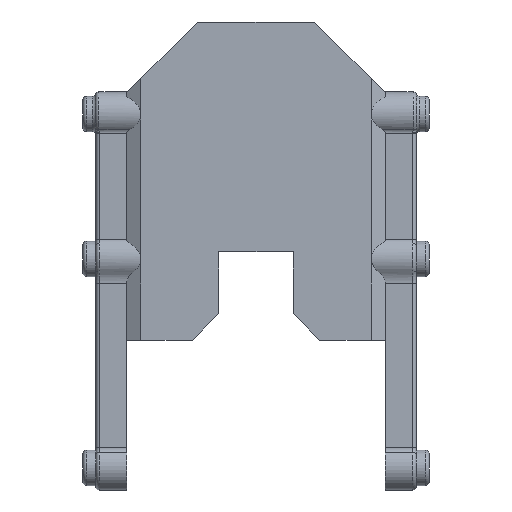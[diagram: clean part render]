
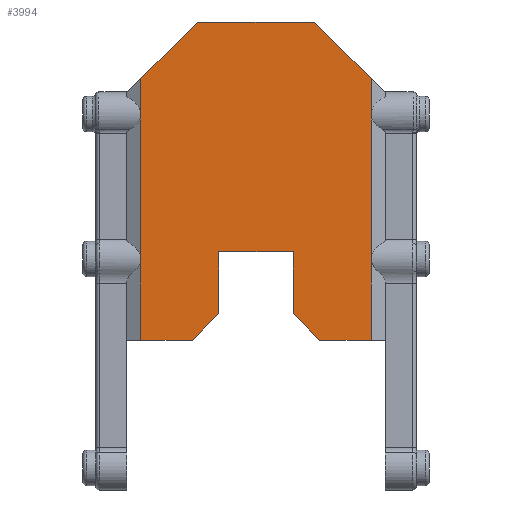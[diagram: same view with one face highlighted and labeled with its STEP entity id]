
A CAD part, front view. The second image highlights one B-rep face of the part: STEP entity #3994.
In plain terms, the highlighted planar face has unit normal (0, -1, 0).
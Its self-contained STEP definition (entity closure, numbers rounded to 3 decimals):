
#161=PLANE('',#4299);
#388=FACE_OUTER_BOUND('',#642,.T.);
#642=EDGE_LOOP('',(#2842,#2843,#2844,#2845,#2846,#2847,#2848,#2849,#2850,
#2851,#2852,#2853,#2854,#2855,#2856,#2857));
#1190=LINE('',#6941,#1448);
#1194=LINE('',#6949,#1452);
#1200=LINE('',#6961,#1458);
#1201=LINE('',#6963,#1459);
#1202=LINE('',#6965,#1460);
#1203=LINE('',#6967,#1461);
#1204=LINE('',#6969,#1462);
#1205=LINE('',#6971,#1463);
#1206=LINE('',#6973,#1464);
#1207=LINE('',#6975,#1465);
#1208=LINE('',#6977,#1466);
#1209=LINE('',#6979,#1467);
#1210=LINE('',#6981,#1468);
#1211=LINE('',#6983,#1469);
#1212=LINE('',#6985,#1470);
#1213=LINE('',#6986,#1471);
#1448=VECTOR('',#4872,10.);
#1452=VECTOR('',#4878,10.);
#1458=VECTOR('',#4886,10.);
#1459=VECTOR('',#4887,10.);
#1460=VECTOR('',#4888,10.);
#1461=VECTOR('',#4889,10.);
#1462=VECTOR('',#4890,10.);
#1463=VECTOR('',#4891,10.);
#1464=VECTOR('',#4892,10.);
#1465=VECTOR('',#4893,10.);
#1466=VECTOR('',#4894,10.);
#1467=VECTOR('',#4895,10.);
#1468=VECTOR('',#4896,10.);
#1469=VECTOR('',#4897,10.);
#1470=VECTOR('',#4898,10.);
#1471=VECTOR('',#4899,10.);
#1739=VERTEX_POINT('',#6939);
#1740=VERTEX_POINT('',#6940);
#1743=VERTEX_POINT('',#6948);
#1748=VERTEX_POINT('',#6960);
#1749=VERTEX_POINT('',#6962);
#1750=VERTEX_POINT('',#6964);
#1751=VERTEX_POINT('',#6966);
#1752=VERTEX_POINT('',#6968);
#1753=VERTEX_POINT('',#6970);
#1754=VERTEX_POINT('',#6972);
#1755=VERTEX_POINT('',#6974);
#1756=VERTEX_POINT('',#6976);
#1757=VERTEX_POINT('',#6978);
#1758=VERTEX_POINT('',#6980);
#1759=VERTEX_POINT('',#6982);
#1760=VERTEX_POINT('',#6984);
#2144=EDGE_CURVE('',#1739,#1740,#1190,.T.);
#2148=EDGE_CURVE('',#1743,#1740,#1194,.T.);
#2154=EDGE_CURVE('',#1739,#1748,#1200,.T.);
#2155=EDGE_CURVE('',#1748,#1749,#1201,.T.);
#2156=EDGE_CURVE('',#1749,#1750,#1202,.T.);
#2157=EDGE_CURVE('',#1751,#1750,#1203,.T.);
#2158=EDGE_CURVE('',#1751,#1752,#1204,.T.);
#2159=EDGE_CURVE('',#1752,#1753,#1205,.T.);
#2160=EDGE_CURVE('',#1753,#1754,#1206,.T.);
#2161=EDGE_CURVE('',#1754,#1755,#1207,.T.);
#2162=EDGE_CURVE('',#1756,#1755,#1208,.T.);
#2163=EDGE_CURVE('',#1756,#1757,#1209,.T.);
#2164=EDGE_CURVE('',#1758,#1757,#1210,.T.);
#2165=EDGE_CURVE('',#1758,#1759,#1211,.T.);
#2166=EDGE_CURVE('',#1759,#1760,#1212,.T.);
#2167=EDGE_CURVE('',#1760,#1743,#1213,.T.);
#2842=ORIENTED_EDGE('',*,*,#2144,.F.);
#2843=ORIENTED_EDGE('',*,*,#2154,.T.);
#2844=ORIENTED_EDGE('',*,*,#2155,.T.);
#2845=ORIENTED_EDGE('',*,*,#2156,.T.);
#2846=ORIENTED_EDGE('',*,*,#2157,.F.);
#2847=ORIENTED_EDGE('',*,*,#2158,.T.);
#2848=ORIENTED_EDGE('',*,*,#2159,.T.);
#2849=ORIENTED_EDGE('',*,*,#2160,.T.);
#2850=ORIENTED_EDGE('',*,*,#2161,.T.);
#2851=ORIENTED_EDGE('',*,*,#2162,.F.);
#2852=ORIENTED_EDGE('',*,*,#2163,.T.);
#2853=ORIENTED_EDGE('',*,*,#2164,.F.);
#2854=ORIENTED_EDGE('',*,*,#2165,.T.);
#2855=ORIENTED_EDGE('',*,*,#2166,.T.);
#2856=ORIENTED_EDGE('',*,*,#2167,.T.);
#2857=ORIENTED_EDGE('',*,*,#2148,.T.);
#3994=ADVANCED_FACE('',(#388),#161,.F.);
#4299=AXIS2_PLACEMENT_3D('',#6959,#4884,#4885);
#4872=DIRECTION('',(-0.707,0.,-0.707));
#4878=DIRECTION('',(1.,0.,0.));
#4884=DIRECTION('center_axis',(0.,1.,0.));
#4885=DIRECTION('ref_axis',(1.,0.,0.));
#4886=DIRECTION('',(0.,0.,1.));
#4887=DIRECTION('',(1.,0.,0.));
#4888=DIRECTION('',(0.,0.,-1.));
#4889=DIRECTION('',(-0.707,0.,0.707));
#4890=DIRECTION('',(1.,0.,0.));
#4891=DIRECTION('',(0.,0.,1.));
#4892=DIRECTION('',(0.,0.,1.));
#4893=DIRECTION('',(0.,0.,1.));
#4894=DIRECTION('',(0.707,0.,-0.707));
#4895=DIRECTION('',(-1.,0.,0.));
#4896=DIRECTION('',(0.707,0.,0.707));
#4897=DIRECTION('',(0.,0.,-1.));
#4898=DIRECTION('',(0.,0.,-1.));
#4899=DIRECTION('',(0.,0.,-1.));
#6939=CARTESIAN_POINT('',(39.121,0.,60.22));
#6940=CARTESIAN_POINT('',(31.501,0.,52.6));
#6941=CARTESIAN_POINT('',(49.4,0.,70.498));
#6948=CARTESIAN_POINT('',(16.72,0.,52.6));
#6949=CARTESIAN_POINT('',(16.72,0.,52.6));
#6959=CARTESIAN_POINT('Origin',(49.8,0.,98.275));
#6960=CARTESIAN_POINT('',(39.121,0.,78.));
#6961=CARTESIAN_POINT('',(39.121,0.,75.437));
#6962=CARTESIAN_POINT('',(60.479,0.,78.));
#6963=CARTESIAN_POINT('',(49.8,0.,78.));
#6964=CARTESIAN_POINT('',(60.479,0.,60.22));
#6965=CARTESIAN_POINT('',(60.479,0.,75.437));
#6966=CARTESIAN_POINT('',(68.099,0.,52.6));
#6967=CARTESIAN_POINT('',(50.201,0.,70.498));
#6968=CARTESIAN_POINT('',(82.88,0.,52.6));
#6969=CARTESIAN_POINT('',(16.72,0.,52.6));
#6970=CARTESIAN_POINT('',(82.88,0.,75.946));
#6971=CARTESIAN_POINT('',(82.88,0.,52.6));
#6972=CARTESIAN_POINT('',(82.88,0.,117.551));
#6973=CARTESIAN_POINT('',(82.88,0.,52.6));
#6974=CARTESIAN_POINT('',(82.88,0.,127.65));
#6975=CARTESIAN_POINT('',(82.88,0.,52.6));
#6976=CARTESIAN_POINT('',(66.58,0.,143.95));
#6977=CARTESIAN_POINT('',(78.884,0.,131.646));
#6978=CARTESIAN_POINT('',(33.02,0.,143.95));
#6979=CARTESIAN_POINT('',(82.88,0.,143.95));
#6980=CARTESIAN_POINT('',(16.72,0.,127.65));
#6981=CARTESIAN_POINT('',(20.716,0.,131.646));
#6982=CARTESIAN_POINT('',(16.72,0.,117.551));
#6983=CARTESIAN_POINT('',(16.72,0.,143.95));
#6984=CARTESIAN_POINT('',(16.72,0.,75.946));
#6985=CARTESIAN_POINT('',(16.72,0.,143.95));
#6986=CARTESIAN_POINT('',(16.72,0.,143.95));
